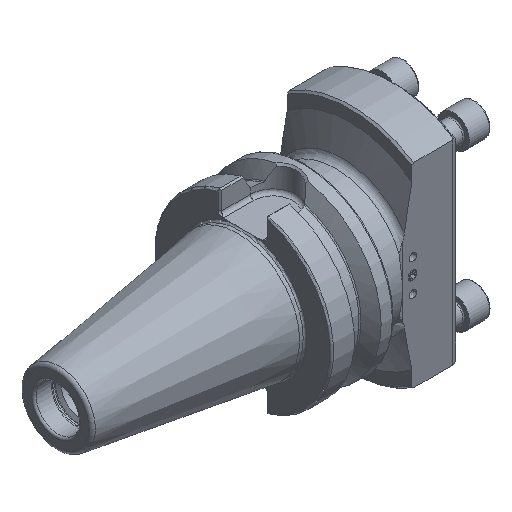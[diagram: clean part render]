
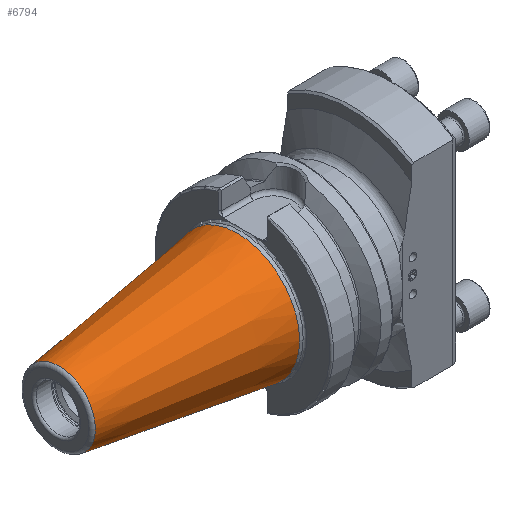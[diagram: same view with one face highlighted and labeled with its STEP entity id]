
A CAD part, isometric view. The second image highlights one B-rep face of the part: STEP entity #6794.
In plain terms, the highlighted conical face has half-angle 8.297 degrees and reference radius 34.925 mm.
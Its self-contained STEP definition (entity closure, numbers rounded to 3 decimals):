
#1076 = DIRECTION ( 'NONE',  ( -1., 0., 0. ) ) ;
#2080 = DIRECTION ( 'NONE',  ( 0., 0., -1. ) ) ;
#2158 = CIRCLE ( 'NONE', #6288, 20.329 ) ;
#2715 = FACE_BOUND ( 'NONE', #17799, .T. ) ;
#2723 = DIRECTION ( 'NONE',  ( 1., 0., 0. ) ) ;
#3014 = ORIENTED_EDGE ( 'NONE', *, *, #6955, .F. ) ;
#5605 = VERTEX_POINT ( 'NONE', #6745 ) ;
#6288 = AXIS2_PLACEMENT_3D ( 'NONE', #15706, #1076, #14001 ) ;
#6745 = CARTESIAN_POINT ( 'NONE',  ( 0., 0., 34.925 ) ) ;
#6794 = ADVANCED_FACE ( 'NONE', ( #2715, #23248 ), #20341, .T. ) ;
#6955 = EDGE_CURVE ( 'NONE', #9073, #9073, #2158, .T. ) ;
#9073 = VERTEX_POINT ( 'NONE', #16357 ) ;
#10768 = AXIS2_PLACEMENT_3D ( 'NONE', #13777, #2723, #2080 ) ;
#11347 = AXIS2_PLACEMENT_3D ( 'NONE', #19364, #21217, #11999 ) ;
#11999 = DIRECTION ( 'NONE',  ( 0., 0., 1. ) ) ;
#13777 = CARTESIAN_POINT ( 'NONE',  ( 0., 0., 0. ) ) ;
#14001 = DIRECTION ( 'NONE',  ( 0., 0., 1. ) ) ;
#15706 = CARTESIAN_POINT ( 'NONE',  ( -100.089, 0., 0. ) ) ;
#16357 = CARTESIAN_POINT ( 'NONE',  ( -100.089, 0., 20.329 ) ) ;
#17362 = ORIENTED_EDGE ( 'NONE', *, *, #17898, .T. ) ;
#17799 = EDGE_LOOP ( 'NONE', ( #3014 ) ) ;
#17898 = EDGE_CURVE ( 'NONE', #5605, #5605, #22235, .T. ) ;
#19364 = CARTESIAN_POINT ( 'NONE',  ( 0., 0., 0. ) ) ;
#20080 = EDGE_LOOP ( 'NONE', ( #17362 ) ) ;
#20341 = CONICAL_SURFACE ( 'NONE', #10768, 34.925, 0.145 ) ;
#21217 = DIRECTION ( 'NONE',  ( -1., 0., 0. ) ) ;
#22235 = CIRCLE ( 'NONE', #11347, 34.925 ) ;
#23248 = FACE_OUTER_BOUND ( 'NONE', #20080, .T. ) ;
